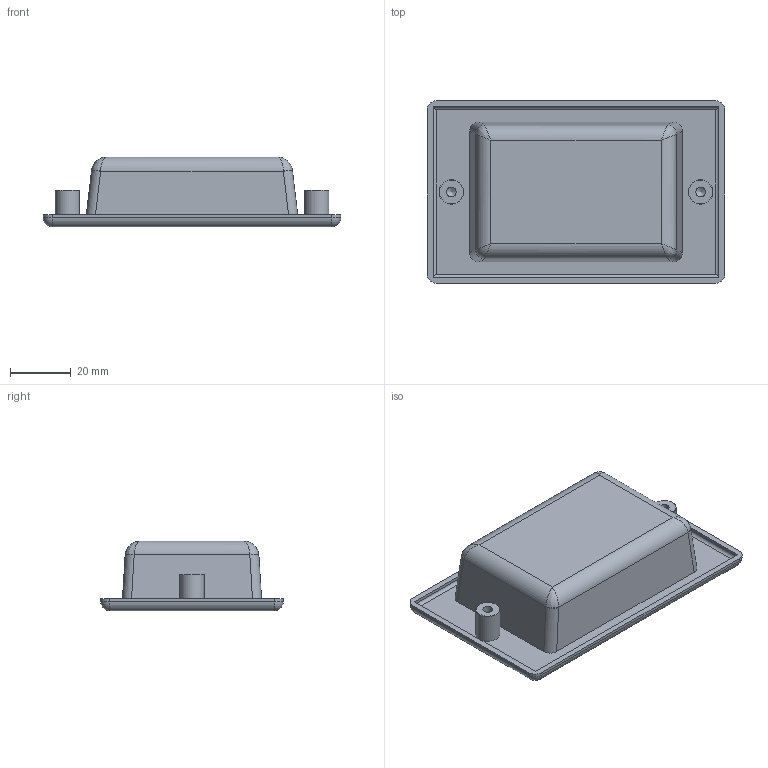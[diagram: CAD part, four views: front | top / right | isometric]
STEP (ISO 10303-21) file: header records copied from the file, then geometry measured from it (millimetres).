
FILE_DESCRIPTION((''),'2;1');
FILE_NAME('1296.stp','2014-07-16T11:45:10',('Giuliano'),(''),'Autodesk Inventor 2013','Autodesk Inventor 2013','');
FILE_SCHEMA(('AUTOMOTIVE_DESIGN { 1 0 10303 214 1 1 1 1 }'));
Length unit declared in the file: millimetre
Products named in the file (1): 1296
Bounding box: 98 x 60 x 23 mm (x, y, z)
Volume: 21552.2 mm3; surface area: 22775.4 mm2
Topology: 1 solids, 1 shells, 97 faces, 236 edges, 138 vertices
Faces by surface type: plane 43, cylinder 34, bspline 12, sphere 4, torus 2, cone 2
Full cylindrical faces by diameter (mm): 3.242 x2, 8 x2
Entity records: 3130 total; most frequent: CARTESIAN_POINT 932, DIRECTION 456, ORIENTED_EDGE 436, EDGE_CURVE 218, AXIS2_PLACEMENT_3D 162, VERTEX_POINT 136, VECTOR 132, LINE 132
